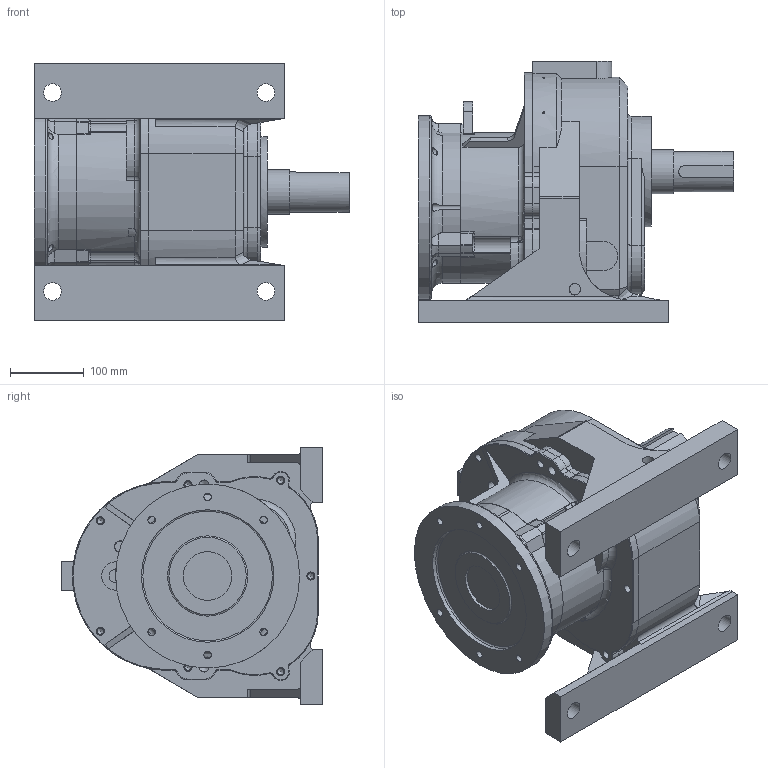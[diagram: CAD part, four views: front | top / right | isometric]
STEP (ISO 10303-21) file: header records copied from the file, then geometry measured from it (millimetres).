
FILE_DESCRIPTION (( 'STEP AP214' ), '1' );
FILE_NAME ('EK2DO07809H001_F1HF_3.7KW_R40.stp', '2022-07-04T00:04:22', ( 'Windows 餌辨濠' ), ( '' ), 'SwSTEP 2.0', 'SolidWorks 2021', '' );
FILE_SCHEMA (( 'AUTOMOTIVE_DESIGN' ));
Length unit declared in the file: millimetre
Products named in the file (5): DKA0800228_BRACKET; 20_3.7KW; EK2DO07809H001_F1HF_3.7KW_R40; DKG1300341__3.7; CASING_DKA0102311
Assembly tree (4 placements, depth 2):
  EK2DO07809H001_F1HF_3.7KW_R40
    CASING_DKA0102311
    DKA0800228_BRACKET
    20_3.7KW
    DKG1300341__3.7
Bounding box: 429 x 355 x 350 mm (x, y, z)
Volume: 18841823.9 mm3; surface area: 908217.9 mm2
Topology: 4 solids, 4 shells, 431 faces, 1145 edges, 722 vertices
Faces by surface type: cylinder 189, plane 130, torus 56, cone 33, bspline 21, sphere 2
Full cylindrical faces by diameter (mm): 2.7 x2, 6.8 x3, 8.5 x7, 9 x3, 10.2 x7, 11 x7, 13 x4, 18 x1, 24 x4, 55 x1, 60 x1, 66 x1, 150 x1, 180 x1, 250 x1
Entity records: 16410 total; most frequent: CARTESIAN_POINT 5549, DIRECTION 2205, ORIENTED_EDGE 2088, EDGE_CURVE 1044, AXIS2_PLACEMENT_3D 890, VERTEX_POINT 694, EDGE_LOOP 552, FACE_OUTER_BOUND 478
